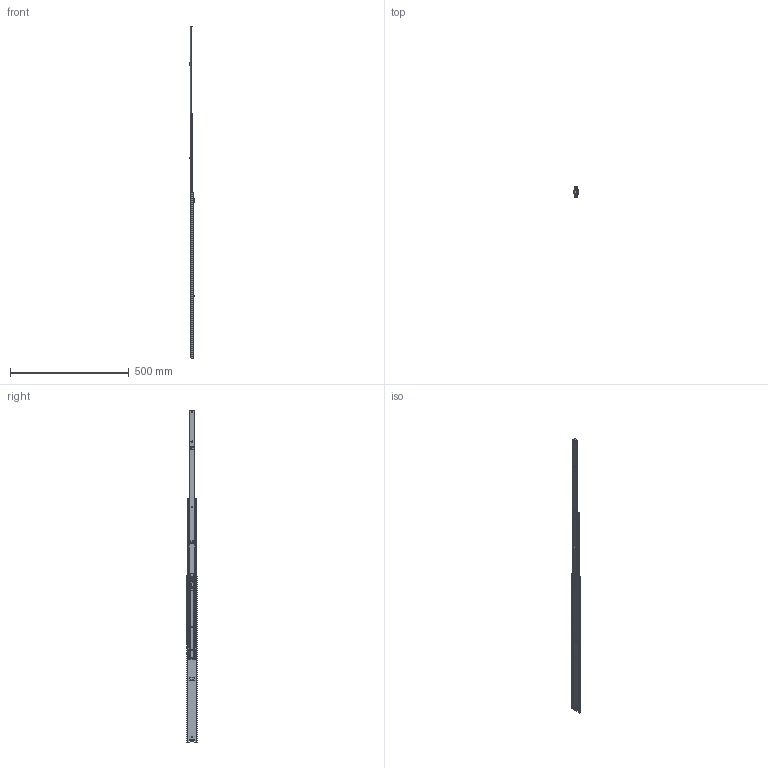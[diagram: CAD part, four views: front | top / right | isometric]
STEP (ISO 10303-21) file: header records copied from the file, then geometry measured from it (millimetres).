
FILE_DESCRIPTION (( 'STEP AP214' ), '1' );
FILE_NAME ('FR_5000_SMT.0700mm_28inch_open_right.STEP', '2022-10-18T06:33:46', ( '' ), ( '' ), 'SwSTEP 2.0', 'SolidWorks 2020', '' );
FILE_SCHEMA (( 'AUTOMOTIVE_DESIGN' ));
Length unit declared in the file: millimetre
Products named in the file (11): 5000 DETENT; 5000.XXX-02.T100_NL  700; 5000.XXX-01.T100 RIGHT_NL  700; FR_5000_SMT.0700mm_28inch_open_right; 5000 MIDDLE STOP NEW; 5000 TRIGGER; 5000.XXX-03.T100 RIGHT_NL  700; 5000 RIVET
Assembly tree (10 placements, depth 3):
  FR_5000_SMT.0700mm_28inch_open_right
    5000.XXX-01.T100 RIGHT_NL  700
      5000.XXX-01.T100 RIGHT_NL  700
      5000 DETENT
    5000.XXX-03.T100 RIGHT_NL  700
      5000.XXX-03.T100 RIGHT_NL  700
      5000 TRIGGER
      5000 RIVET
    5000.XXX-02.T100_NL  700
      5000.XXX-02.T100_NL  700
      5000 MIDDLE STOP NEW
Bounding box: 20.19 x 45.7 x 1400 mm (x, y, z)
Volume: 132335.1 mm3; surface area: 214660.9 mm2
Topology: 7 solids, 7 shells, 824 faces, 2060 edges, 1252 vertices
Faces by surface type: plane 457, cylinder 297, bspline 62, cone 6, torus 2
Entity records: 26117 total; most frequent: CARTESIAN_POINT 6435, ORIENTED_EDGE 4114, DIRECTION 3967, EDGE_CURVE 2057, AXIS2_PLACEMENT_3D 1342, VECTOR 1283, LINE 1283, VERTEX_POINT 1252
